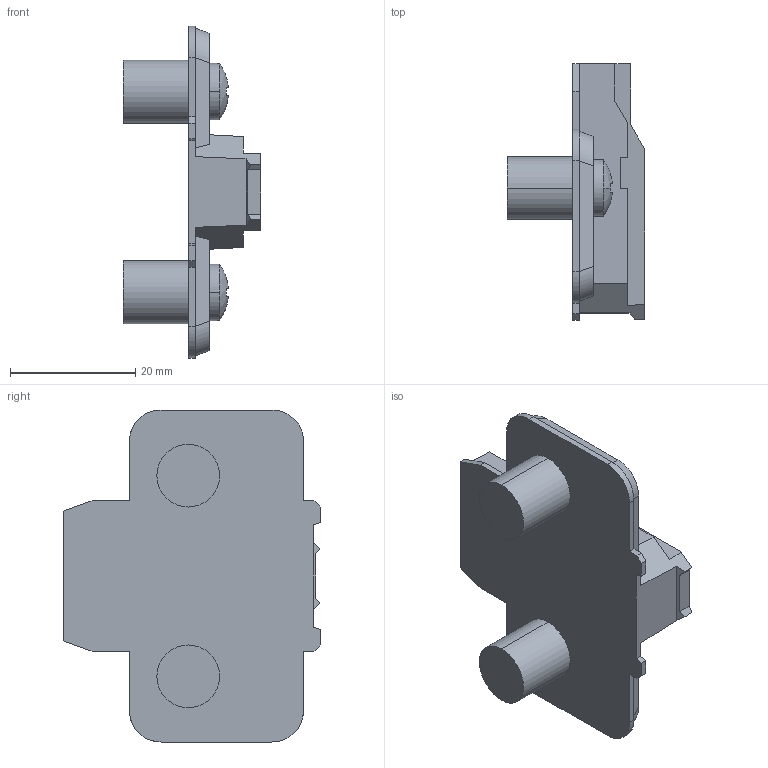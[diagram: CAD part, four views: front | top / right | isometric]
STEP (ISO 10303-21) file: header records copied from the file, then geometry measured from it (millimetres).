
FILE_DESCRIPTION((''),'2;1');
FILE_NAME('700-0NB3-IMS','2022-11-24T11:21:04',('marino.prodan'),('Audax d.o.o.'),'CREO PARAMETRIC BY PTC INC, 2021304','CREO PARAMETRIC BY PTC INC, 2021304','');
FILE_SCHEMA(('AUTOMOTIVE_DESIGN { 1 0 10303 214 1 1 1 1 }'));
Length unit declared in the file: millimetre
Products named in the file (1): 700-0NB3-IMS
Bounding box: 22 x 40.9 x 52.93 mm (x, y, z)
Volume: 11910.2 mm3; surface area: 5616.2 mm2
Topology: 1 solids, 1 shells, 116 faces, 348 edges, 230 vertices
Faces by surface type: plane 80, cylinder 16, cone 12, sphere 4, extrusion 4
Entity records: 5489 total; most frequent: CARTESIAN_POINT 980, ORIENTED_EDGE 680, DIRECTION 608, PRESENTATION_STYLE_ASSIGNMENT 341, STYLED_ITEM 341, CURVE_STYLE 340, EDGE_CURVE 340, COLOUR_RGB 317
